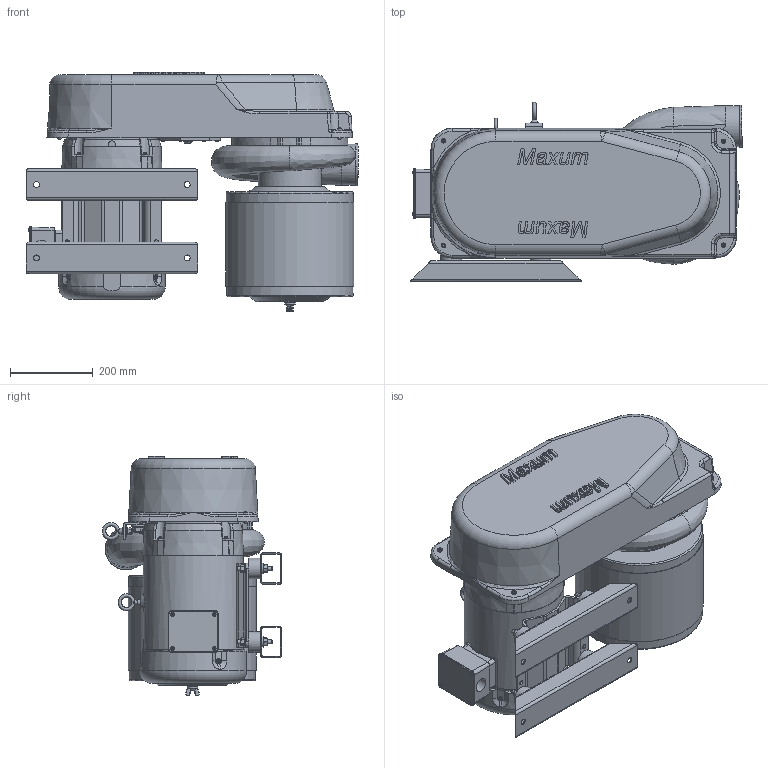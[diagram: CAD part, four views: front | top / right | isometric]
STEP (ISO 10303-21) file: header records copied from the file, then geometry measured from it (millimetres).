
FILE_DESCRIPTION(/* description */ (''),/* implementation_level */ '2;1');
FILE_NAME(/* name */ 'BAL10xB005_A.stp',/* time_stamp */ '2018-11-30T11:47:45-05:00',/* author */ ('James'),/* organization */ (''),/* preprocessor_version */ 'ST-DEVELOPER v16.5',/* originating_system */ 'Autodesk Inventor 2017',/* authorisation */ '');
FILE_SCHEMA (('AUTOMOTIVE_DESIGN { 1 0 10303 214 3 1 1 }'));
Length unit declared in the file: inch
Products named in the file (1): BAL10xB005_A
Bounding box: 804.39 x 434.47 x 581.02 mm (x, y, z)
Volume: 77166814.5 mm3; surface area: 2200677 mm2
Topology: 2 solids, 2 shells, 3047 faces, 7786 edges, 5046 vertices
Faces by surface type: plane 1419, cylinder 887, cone 319, bspline 269, torus 82, sphere 71
Full cylindrical faces by diameter (mm): 4.826 x3, 6.624 x1, 7.937 x4, 8.839 x4, 9.652 x1, 10 x16, 10.5 x4, 10.516 x3, 10.922 x2, 12 x4, 12.548 x1, 14.3 x4, 21 x1, 25.4 x11, 34.925 x1, 35.052 x1, 50 x4, 100.012 x1, 152.4 x1, 241.579 x1, 281.28 x1, 306.07 x1, 308.61 x1, 310.896 x1
Entity records: 115797 total; most frequent: CARTESIAN_POINT 44057, ORIENTED_EDGE 15110, DIRECTION 14727, EDGE_CURVE 7555, AXIS2_PLACEMENT_3D 5460, VERTEX_POINT 4955, LINE 3807, VECTOR 3807
